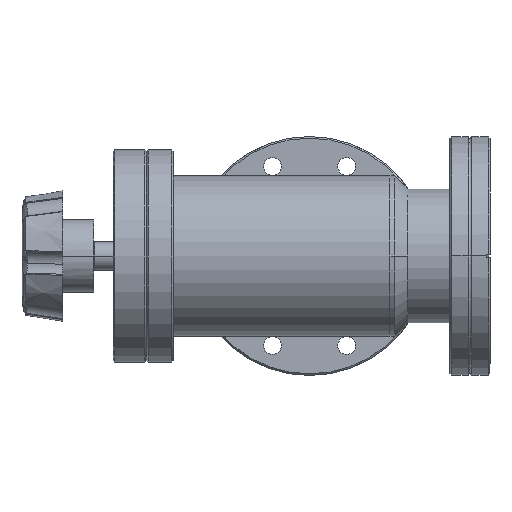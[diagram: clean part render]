
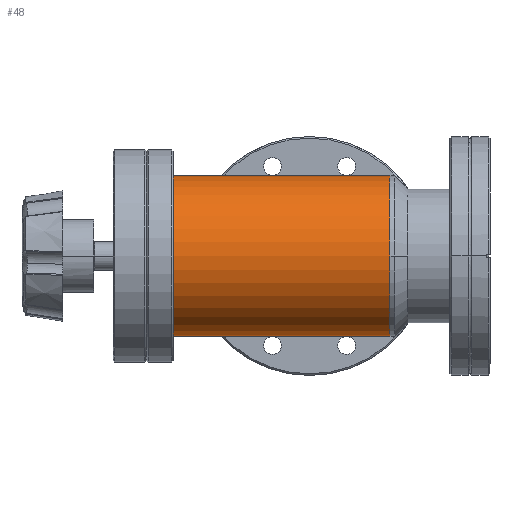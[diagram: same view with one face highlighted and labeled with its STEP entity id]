
A CAD part, left-side view. The second image highlights one B-rep face of the part: STEP entity #48.
In plain terms, the highlighted cylindrical face has radius 38.1 mm (diameter 76.2 mm), a partial arc.
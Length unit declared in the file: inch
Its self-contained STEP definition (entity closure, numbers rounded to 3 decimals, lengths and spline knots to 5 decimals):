
#33 = EDGE_CURVE ( 'NONE', #8885, #7968, #13244, .T. ) ;
#48 = ADVANCED_FACE ( 'NONE', ( #3842 ), #12853, .T. ) ;
#1130 = CARTESIAN_POINT ( 'NONE',  ( 0., 4.092, -1.5 ) ) ;
#1428 = ORIENTED_EDGE ( 'NONE', *, *, #5140, .T. ) ;
#2429 = EDGE_CURVE ( 'NONE', #8885, #7713, #13575, .T. ) ;
#3075 = VECTOR ( 'NONE', #10503, 39.37008 ) ;
#3078 = ORIENTED_EDGE ( 'NONE', *, *, #33, .T. ) ;
#3443 = LINE ( 'NONE', #9272, #3075 ) ;
#3842 = FACE_OUTER_BOUND ( 'NONE', #4620, .T. ) ;
#4080 = AXIS2_PLACEMENT_3D ( 'NONE', #12218, #4849, #13491 ) ;
#4620 = EDGE_LOOP ( 'NONE', ( #8754, #3078, #6202, #1428 ) ) ;
#4849 = DIRECTION ( 'NONE',  ( 0., 1., 0. ) ) ;
#5140 = EDGE_CURVE ( 'NONE', #12359, #7713, #11789, .T. ) ;
#5260 = CARTESIAN_POINT ( 'NONE',  ( 0., 4.092, 1.5 ) ) ;
#6200 = DIRECTION ( 'NONE',  ( 0., -1., 0. ) ) ;
#6202 = ORIENTED_EDGE ( 'NONE', *, *, #14745, .T. ) ;
#6311 = DIRECTION ( 'NONE',  ( 0., 0., -1. ) ) ;
#6349 = CARTESIAN_POINT ( 'NONE',  ( 0., 4.112, 0. ) ) ;
#6459 = CARTESIAN_POINT ( 'NONE',  ( 0., 4.092, 0. ) ) ;
#6474 = DIRECTION ( 'NONE',  ( 0., -1., 0. ) ) ;
#6512 = DIRECTION ( 'NONE',  ( 0., 0., -1. ) ) ;
#7289 = AXIS2_PLACEMENT_3D ( 'NONE', #6459, #6474, #6512 ) ;
#7713 = VERTEX_POINT ( 'NONE', #14759 ) ;
#7968 = VERTEX_POINT ( 'NONE', #1130 ) ;
#8754 = ORIENTED_EDGE ( 'NONE', *, *, #2429, .F. ) ;
#8885 = VERTEX_POINT ( 'NONE', #5260 ) ;
#9272 = CARTESIAN_POINT ( 'NONE',  ( 0., 4.112, -1.5 ) ) ;
#9816 = AXIS2_PLACEMENT_3D ( 'NONE', #6349, #6200, #6311 ) ;
#10117 = DIRECTION ( 'NONE',  ( 0., -1., 0. ) ) ;
#10503 = DIRECTION ( 'NONE',  ( 0., -1., 0. ) ) ;
#11789 = CIRCLE ( 'NONE', #4080, 1.5 ) ;
#11806 = CARTESIAN_POINT ( 'NONE',  ( 0., 4.112, 1.5 ) ) ;
#12218 = CARTESIAN_POINT ( 'NONE',  ( 0., 0., 0. ) ) ;
#12359 = VERTEX_POINT ( 'NONE', #15791 ) ;
#12853 = CYLINDRICAL_SURFACE ( 'NONE', #9816, 1.5 ) ;
#13244 = CIRCLE ( 'NONE', #7289, 1.5 ) ;
#13491 = DIRECTION ( 'NONE',  ( 0., 0., -1. ) ) ;
#13575 = LINE ( 'NONE', #11806, #14716 ) ;
#14716 = VECTOR ( 'NONE', #10117, 39.37008 ) ;
#14745 = EDGE_CURVE ( 'NONE', #7968, #12359, #3443, .T. ) ;
#14759 = CARTESIAN_POINT ( 'NONE',  ( 0., 0., 1.5 ) ) ;
#15791 = CARTESIAN_POINT ( 'NONE',  ( 0., 0., -1.5 ) ) ;
